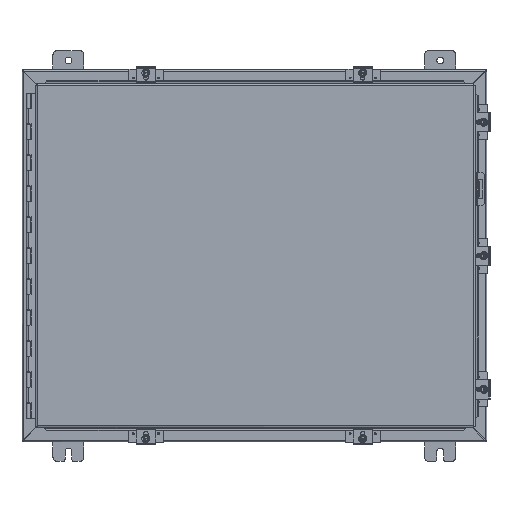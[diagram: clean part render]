
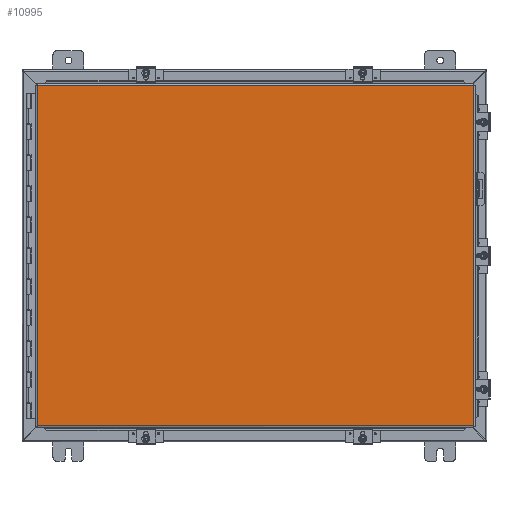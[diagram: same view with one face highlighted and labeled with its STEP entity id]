
A CAD part, top view. The second image highlights one B-rep face of the part: STEP entity #10995.
In plain terms, the highlighted face is planar.
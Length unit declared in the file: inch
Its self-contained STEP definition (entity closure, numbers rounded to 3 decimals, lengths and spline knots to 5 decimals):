
#1373 = LINE ( 'NONE', #23743, #33848 ) ;
#2719 = CARTESIAN_POINT ( 'NONE',  ( 14.08225, 10.9885, 0. ) ) ;
#7874 = LINE ( 'NONE', #35522, #40422 ) ;
#9477 = VECTOR ( 'NONE', #19212, 39.37008 ) ;
#10995 = ADVANCED_FACE ( 'NONE', ( #26520 ), #32387, .F. ) ;
#11355 = ORIENTED_EDGE ( 'NONE', *, *, #11862, .T. ) ;
#11862 = EDGE_CURVE ( 'NONE', #27136, #40547, #1373, .T. ) ;
#13405 = EDGE_CURVE ( 'NONE', #28769, #36860, #7874, .T. ) ;
#15623 = ORIENTED_EDGE ( 'NONE', *, *, #13405, .T. ) ;
#16793 = EDGE_CURVE ( 'NONE', #36860, #27136, #33744, .T. ) ;
#17883 = EDGE_LOOP ( 'NONE', ( #15623, #34851, #11355, #25111 ) ) ;
#19212 = DIRECTION ( 'NONE',  ( 1., 0., 0. ) ) ;
#19306 = CARTESIAN_POINT ( 'NONE',  ( -7.09375, 10.9885, 0. ) ) ;
#19615 = EDGE_CURVE ( 'NONE', #40547, #28769, #38190, .T. ) ;
#19833 = CARTESIAN_POINT ( 'NONE',  ( 14.08225, -10.9885, 0. ) ) ;
#20036 = AXIS2_PLACEMENT_3D ( 'NONE', #34203, #34689, #34825 ) ;
#21507 = VECTOR ( 'NONE', #34996, 39.37008 ) ;
#23708 = DIRECTION ( 'NONE',  ( 0., -1., 0. ) ) ;
#23743 = CARTESIAN_POINT ( 'NONE',  ( 14.08225, 5.49425, 0. ) ) ;
#25111 = ORIENTED_EDGE ( 'NONE', *, *, #19615, .T. ) ;
#25207 = CARTESIAN_POINT ( 'NONE',  ( -14.08225, 10.9885, 0. ) ) ;
#26520 = FACE_OUTER_BOUND ( 'NONE', #17883, .T. ) ;
#27136 = VERTEX_POINT ( 'NONE', #2719 ) ;
#28769 = VERTEX_POINT ( 'NONE', #32379 ) ;
#32379 = CARTESIAN_POINT ( 'NONE',  ( -14.08225, -10.9885, 0. ) ) ;
#32387 = PLANE ( 'NONE',  #20036 ) ;
#33744 = LINE ( 'NONE', #19306, #9477 ) ;
#33848 = VECTOR ( 'NONE', #23708, 39.37008 ) ;
#34203 = CARTESIAN_POINT ( 'NONE',  ( 0., 0., 0. ) ) ;
#34689 = DIRECTION ( 'NONE',  ( 0., 0., 1. ) ) ;
#34825 = DIRECTION ( 'NONE',  ( 1., 0., 0. ) ) ;
#34851 = ORIENTED_EDGE ( 'NONE', *, *, #16793, .T. ) ;
#34926 = CARTESIAN_POINT ( 'NONE',  ( 7.04113, -10.9885, 0. ) ) ;
#34996 = DIRECTION ( 'NONE',  ( -1., 0., 0. ) ) ;
#35354 = DIRECTION ( 'NONE',  ( 0., 1., 0. ) ) ;
#35522 = CARTESIAN_POINT ( 'NONE',  ( -14.08225, -5.49425, 0. ) ) ;
#36860 = VERTEX_POINT ( 'NONE', #25207 ) ;
#38190 = LINE ( 'NONE', #34926, #21507 ) ;
#40422 = VECTOR ( 'NONE', #35354, 39.37008 ) ;
#40547 = VERTEX_POINT ( 'NONE', #19833 ) ;
